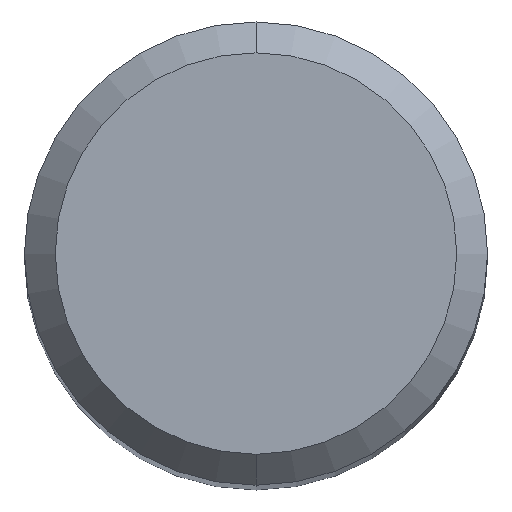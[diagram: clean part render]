
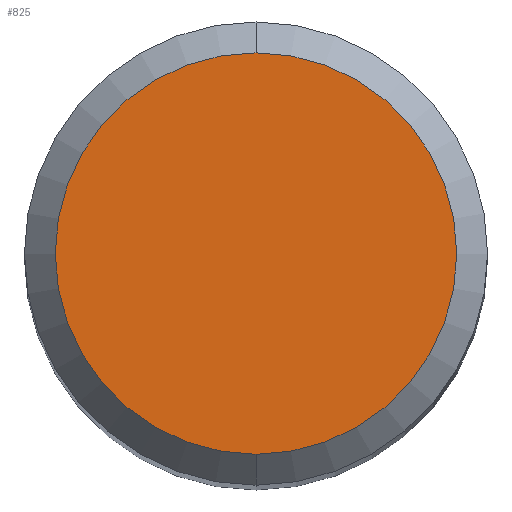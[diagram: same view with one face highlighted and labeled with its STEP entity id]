
A CAD part, top view. The second image highlights one B-rep face of the part: STEP entity #825.
In plain terms, the highlighted planar face has unit normal (0, 0, 1).
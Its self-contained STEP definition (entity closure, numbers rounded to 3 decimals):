
#521=VERTEX_POINT('',#1397);
#725=EDGE_CURVE('',#521,#1303,#1619,.T.);
#825=ADVANCED_FACE('',(#1725),#1726,.T.);
#933=EDGE_CURVE('',#1303,#521,#1841,.T.);
#1303=VERTEX_POINT('',#2252);
#1397=CARTESIAN_POINT('',(0.,-2.6,0.0));
#1619=CIRCLE('',#5237,2.6);
#1725=FACE_OUTER_BOUND('',#5918,.T.);
#1726=PLANE('',#5919);
#1841=CIRCLE('',#6592,2.6);
#2252=CARTESIAN_POINT('',(0.0,2.6,0.0));
#5237=AXIS2_PLACEMENT_3D('',#9224,#9225,#9226);
#5918=EDGE_LOOP('',(#9324,#9325));
#5919=AXIS2_PLACEMENT_3D('',#9326,#9327,#9328);
#6592=AXIS2_PLACEMENT_3D('',#9415,#9416,#9417);
#9224=CARTESIAN_POINT('',(0.0,0.0,0.0));
#9225=DIRECTION('',(0.0,0.0,-1.0));
#9226=DIRECTION('',(0.0,1.0,0.0));
#9324=ORIENTED_EDGE('',*,*,#933,.F.);
#9325=ORIENTED_EDGE('',*,*,#725,.F.);
#9326=CARTESIAN_POINT('',(0.0,1.3,0.0));
#9327=DIRECTION('',(-0.0,0.0,1.0));
#9328=DIRECTION('',(0.0,-1.0,0.0));
#9415=CARTESIAN_POINT('',(0.0,0.0,0.0));
#9416=DIRECTION('',(0.0,0.0,-1.0));
#9417=DIRECTION('',(0.0,1.0,0.0));
